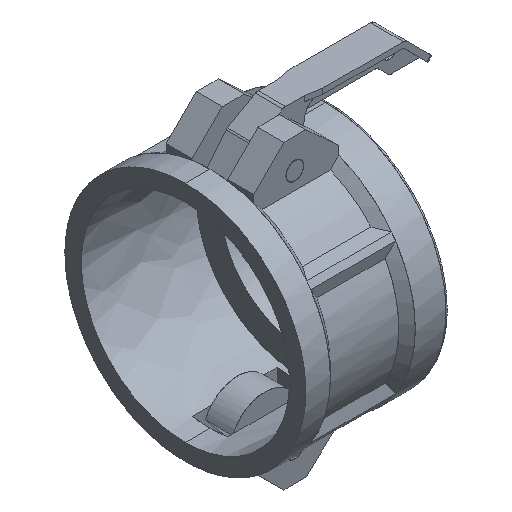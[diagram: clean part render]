
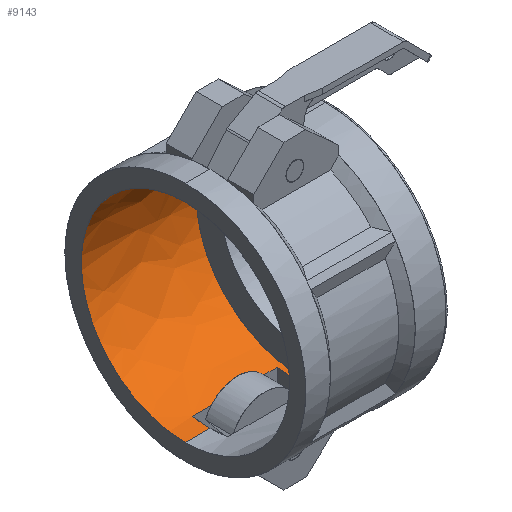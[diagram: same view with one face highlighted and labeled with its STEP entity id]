
A CAD part, isometric view. The second image highlights one B-rep face of the part: STEP entity #9143.
In plain terms, the highlighted free-form (B-spline) face has degree [2, 1] with [5, 2] control points.
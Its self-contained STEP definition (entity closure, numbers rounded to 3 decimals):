
#9143 = ADVANCED_FACE('',(#9144),#9240,.T.);
#9144 = FACE_BOUND('',#9145,.T.);
#9145 = EDGE_LOOP('',(#9146,#9155,#9165,#9172,#9180,#9187,#9195,#9202,
    #9212,#9219,#9227,#9234));
#9146 = ORIENTED_EDGE('',*,*,#9147,.F.);
#9147 = EDGE_CURVE('',#9148,#9150,#9152,.T.);
#9148 = VERTEX_POINT('',#9149);
#9149 = CARTESIAN_POINT('',(44.395,0.,
    -40.167));
#9150 = VERTEX_POINT('',#9151);
#9151 = CARTESIAN_POINT('',(42.281,0.,-40.167));
#9152 = B_SPLINE_CURVE_WITH_KNOTS('',1,(#9153,#9154),.UNSPECIFIED.,.F.,
  .F.,(2,2),(0.,2.),.PIECEWISE_BEZIER_KNOTS.);
#9153 = CARTESIAN_POINT('',(44.395,0.,-40.167));
#9154 = CARTESIAN_POINT('',(42.281,0.,-40.167));
#9155 = ORIENTED_EDGE('',*,*,#9156,.F.);
#9156 = EDGE_CURVE('',#9157,#9148,#9159,.T.);
#9157 = VERTEX_POINT('',#9158);
#9158 = CARTESIAN_POINT('',(44.395,0.,40.167));
#9159 = ( BOUNDED_CURVE() B_SPLINE_CURVE(2,(#9160,#9161,#9162,#9163,
#9164),.UNSPECIFIED.,.F.,.F.) B_SPLINE_CURVE_WITH_KNOTS((3,2,3),(0.,
1.571,3.142),.PIECEWISE_BEZIER_KNOTS.) CURVE() 
GEOMETRIC_REPRESENTATION_ITEM() RATIONAL_B_SPLINE_CURVE((1.,
0.707,1.,0.707,1.)) REPRESENTATION_ITEM('') );
#9160 = CARTESIAN_POINT('',(44.395,0.,40.167));
#9161 = CARTESIAN_POINT('',(44.395,40.167,
    40.167));
#9162 = CARTESIAN_POINT('',(44.395,40.167,
    0.));
#9163 = CARTESIAN_POINT('',(44.395,40.167,
    -40.167));
#9164 = CARTESIAN_POINT('',(44.395,0.,
    -40.167));
#9165 = ORIENTED_EDGE('',*,*,#9166,.F.);
#9166 = EDGE_CURVE('',#9167,#9157,#9169,.T.);
#9167 = VERTEX_POINT('',#9168);
#9168 = CARTESIAN_POINT('',(42.281,0.,
    40.167));
#9169 = B_SPLINE_CURVE_WITH_KNOTS('',1,(#9170,#9171),.UNSPECIFIED.,.F.,
  .F.,(2,2),(0.,2.),.PIECEWISE_BEZIER_KNOTS.);
#9170 = CARTESIAN_POINT('',(42.281,0.,40.167));
#9171 = CARTESIAN_POINT('',(44.395,0.,40.167));
#9172 = ORIENTED_EDGE('',*,*,#9173,.F.);
#9173 = EDGE_CURVE('',#9174,#9167,#9176,.T.);
#9174 = VERTEX_POINT('',#9175);
#9175 = CARTESIAN_POINT('',(42.281,6.871,39.575
    ));
#9176 = ( BOUNDED_CURVE() B_SPLINE_CURVE(2,(#9177,#9178,#9179),
.UNSPECIFIED.,.F.,.F.) B_SPLINE_CURVE_WITH_KNOTS((3,3),(
0.,0.172),.PIECEWISE_BEZIER_KNOTS.) CURVE() 
GEOMETRIC_REPRESENTATION_ITEM() RATIONAL_B_SPLINE_CURVE((1.,
0.996,1.)) REPRESENTATION_ITEM('') );
#9177 = CARTESIAN_POINT('',(42.281,6.871,39.575
    ));
#9178 = CARTESIAN_POINT('',(42.281,3.461,
    40.167));
#9179 = CARTESIAN_POINT('',(42.281,0.,
    40.167));
#9180 = ORIENTED_EDGE('',*,*,#9181,.F.);
#9181 = EDGE_CURVE('',#9182,#9174,#9184,.T.);
#9182 = VERTEX_POINT('',#9183);
#9183 = CARTESIAN_POINT('',(9.513,6.871,
    39.575));
#9184 = B_SPLINE_CURVE_WITH_KNOTS('',1,(#9185,#9186),.UNSPECIFIED.,.F.,
  .F.,(2,2),(0.,31.),.PIECEWISE_BEZIER_KNOTS.);
#9185 = CARTESIAN_POINT('',(9.513,6.871,39.575
    ));
#9186 = CARTESIAN_POINT('',(42.281,6.871,39.575
    ));
#9187 = ORIENTED_EDGE('',*,*,#9188,.F.);
#9188 = EDGE_CURVE('',#9189,#9182,#9191,.T.);
#9189 = VERTEX_POINT('',#9190);
#9190 = CARTESIAN_POINT('',(9.513,0.,40.167));
#9191 = ( BOUNDED_CURVE() B_SPLINE_CURVE(2,(#9192,#9193,#9194),
.UNSPECIFIED.,.F.,.F.) B_SPLINE_CURVE_WITH_KNOTS((3,3),(0.,
0.172),.PIECEWISE_BEZIER_KNOTS.) CURVE() 
GEOMETRIC_REPRESENTATION_ITEM() RATIONAL_B_SPLINE_CURVE((1.,
0.996,1.)) REPRESENTATION_ITEM('') );
#9192 = CARTESIAN_POINT('',(9.513,0.,40.167));
#9193 = CARTESIAN_POINT('',(9.513,3.461,40.167
    ));
#9194 = CARTESIAN_POINT('',(9.513,6.871,
    39.575));
#9195 = ORIENTED_EDGE('',*,*,#9196,.F.);
#9196 = EDGE_CURVE('',#9197,#9189,#9199,.T.);
#9197 = VERTEX_POINT('',#9198);
#9198 = CARTESIAN_POINT('',(0.,0.,
    40.167));
#9199 = B_SPLINE_CURVE_WITH_KNOTS('',1,(#9200,#9201),.UNSPECIFIED.,.F.,
  .F.,(2,2),(0.,9.),.PIECEWISE_BEZIER_KNOTS.);
#9200 = CARTESIAN_POINT('',(0.,0.,40.167));
#9201 = CARTESIAN_POINT('',(9.513,0.,40.167));
#9202 = ORIENTED_EDGE('',*,*,#9203,.F.);
#9203 = EDGE_CURVE('',#9204,#9197,#9206,.T.);
#9204 = VERTEX_POINT('',#9205);
#9205 = CARTESIAN_POINT('',(0.,0.,-40.167));
#9206 = ( BOUNDED_CURVE() B_SPLINE_CURVE(2,(#9207,#9208,#9209,#9210,
#9211),.UNSPECIFIED.,.F.,.F.) B_SPLINE_CURVE_WITH_KNOTS((3,2,3),(0.,
1.571,3.142),.PIECEWISE_BEZIER_KNOTS.) CURVE() 
GEOMETRIC_REPRESENTATION_ITEM() RATIONAL_B_SPLINE_CURVE((1.,
0.707,1.,0.707,1.)) REPRESENTATION_ITEM('') );
#9207 = CARTESIAN_POINT('',(0.,0.,-40.167));
#9208 = CARTESIAN_POINT('',(0.,40.167,
    -40.167));
#9209 = CARTESIAN_POINT('',(0.,40.167,
    0.));
#9210 = CARTESIAN_POINT('',(0.,40.167,
    40.167));
#9211 = CARTESIAN_POINT('',(0.,0.,
    40.167));
#9212 = ORIENTED_EDGE('',*,*,#9213,.F.);
#9213 = EDGE_CURVE('',#9214,#9204,#9216,.T.);
#9214 = VERTEX_POINT('',#9215);
#9215 = CARTESIAN_POINT('',(9.513,0.,
    -40.167));
#9216 = B_SPLINE_CURVE_WITH_KNOTS('',1,(#9217,#9218),.UNSPECIFIED.,.F.,
  .F.,(2,2),(0.,9.),.PIECEWISE_BEZIER_KNOTS.);
#9217 = CARTESIAN_POINT('',(9.513,0.,-40.167));
#9218 = CARTESIAN_POINT('',(0.,0.,-40.167));
#9219 = ORIENTED_EDGE('',*,*,#9220,.F.);
#9220 = EDGE_CURVE('',#9221,#9214,#9223,.T.);
#9221 = VERTEX_POINT('',#9222);
#9222 = CARTESIAN_POINT('',(9.513,6.871,-39.575
    ));
#9223 = ( BOUNDED_CURVE() B_SPLINE_CURVE(2,(#9224,#9225,#9226),
.UNSPECIFIED.,.F.,.F.) B_SPLINE_CURVE_WITH_KNOTS((3,3),(
0.,0.172),.PIECEWISE_BEZIER_KNOTS.) CURVE() 
GEOMETRIC_REPRESENTATION_ITEM() RATIONAL_B_SPLINE_CURVE((1.,
0.996,1.)) REPRESENTATION_ITEM('') );
#9224 = CARTESIAN_POINT('',(9.513,6.871,-39.575
    ));
#9225 = CARTESIAN_POINT('',(9.513,3.461,
    -40.167));
#9226 = CARTESIAN_POINT('',(9.513,0.,
    -40.167));
#9227 = ORIENTED_EDGE('',*,*,#9228,.F.);
#9228 = EDGE_CURVE('',#9229,#9221,#9231,.T.);
#9229 = VERTEX_POINT('',#9230);
#9230 = CARTESIAN_POINT('',(42.281,6.871,
    -39.575));
#9231 = B_SPLINE_CURVE_WITH_KNOTS('',1,(#9232,#9233),.UNSPECIFIED.,.F.,
  .F.,(2,2),(0.,31.),.PIECEWISE_BEZIER_KNOTS.);
#9232 = CARTESIAN_POINT('',(42.281,6.871,-39.575
    ));
#9233 = CARTESIAN_POINT('',(9.513,6.871,-39.575
    ));
#9234 = ORIENTED_EDGE('',*,*,#9235,.F.);
#9235 = EDGE_CURVE('',#9150,#9229,#9236,.T.);
#9236 = ( BOUNDED_CURVE() B_SPLINE_CURVE(2,(#9237,#9238,#9239),
.UNSPECIFIED.,.F.,.F.) B_SPLINE_CURVE_WITH_KNOTS((3,3),(0.,
0.172),.PIECEWISE_BEZIER_KNOTS.) CURVE() 
GEOMETRIC_REPRESENTATION_ITEM() RATIONAL_B_SPLINE_CURVE((1.,
0.996,1.)) REPRESENTATION_ITEM('') );
#9237 = CARTESIAN_POINT('',(42.281,0.,-40.167));
#9238 = CARTESIAN_POINT('',(42.281,3.461,-40.167
    ));
#9239 = CARTESIAN_POINT('',(42.281,6.871,
    -39.575));
#9240 = ( BOUNDED_SURFACE() B_SPLINE_SURFACE(2,1,(
    (#9241,#9242)
    ,(#9243,#9244)
    ,(#9245,#9246)
    ,(#9247,#9248)
    ,(#9249,#9250
)),.UNSPECIFIED.,.F.,.F.,.F.) B_SPLINE_SURFACE_WITH_KNOTS((3,2,3),(2,2),
  (3.142,4.712,6.283),(0.,42.),
.PIECEWISE_BEZIER_KNOTS.) GEOMETRIC_REPRESENTATION_ITEM() 
RATIONAL_B_SPLINE_SURFACE((
    (1.,1.)
    ,(0.707,0.707)
    ,(1.,1.)
    ,(0.707,0.707)
,(1.,1.))) REPRESENTATION_ITEM('') SURFACE() );
#9241 = CARTESIAN_POINT('',(44.395,0.,
    -40.167));
#9242 = CARTESIAN_POINT('',(0.,0.,
    -40.167));
#9243 = CARTESIAN_POINT('',(44.395,40.167,
    -40.167));
#9244 = CARTESIAN_POINT('',(0.,40.167,
    -40.167));
#9245 = CARTESIAN_POINT('',(44.395,40.167,
    0.));
#9246 = CARTESIAN_POINT('',(0.,40.167,
    0.));
#9247 = CARTESIAN_POINT('',(44.395,40.167,
    40.167));
#9248 = CARTESIAN_POINT('',(0.,40.167,
    40.167));
#9249 = CARTESIAN_POINT('',(44.395,0.,
    40.167));
#9250 = CARTESIAN_POINT('',(0.,0.,
    40.167));
